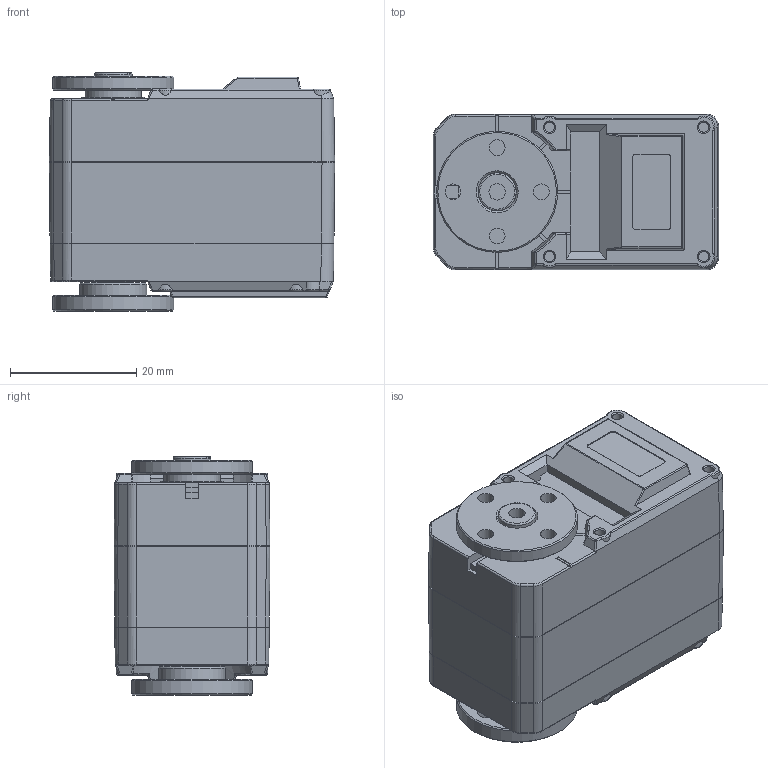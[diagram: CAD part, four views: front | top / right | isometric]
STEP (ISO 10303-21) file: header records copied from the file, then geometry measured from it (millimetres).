
FILE_DESCRIPTION(/* description */ ('STEP AP242','CAx-IF Rec.Pracs.---Representation and Presentation of Product Manufacturing Information (PMI)---4.0---2014-10-13','CAx-IF Rec.Pracs.---3D Tessellated Geometry---0.4---2014-09-14','2;1'),/* implementation_level */ '2;1');
FILE_NAME(/* name */ '67ae80737a7c7b017d37b2ec',/* time_stamp */ '2025-02-13T23:31:06Z',/* author */ (''),/* organization */ (''),/* preprocessor_version */ 'ST-DEVELOPER v20',/* originating_system */ 'ONSHAPE BY PTC INC, 1.193',/* authorisation */ ' ');
FILE_SCHEMA (('AP242_MANAGED_MODEL_BASED_3D_ENGINEERING_MIM_LF { 1 0 10303 442 1 1 4 }'));
Length unit declared in the file: metre
Products named in the file (3): drive_wheel; guide_wheel; housing
Bounding box: 45.22 x 24.72 x 37.8 mm (x, y, z)
Volume: 34635.3 mm3; surface area: 9940.4 mm2
Topology: 3 solids, 3 shells, 669 faces, 1823 edges, 1182 vertices
Faces by surface type: plane 335, cylinder 225, cone 46, torus 30, bspline 19, sphere 14
Full cylindrical faces by diameter (mm): 1.6 x8, 2.2 x2, 2.5 x8, 2.6 x1, 3.2 x1, 3.5 x2, 4.7 x1, 6 x1, 6.05 x1, 6.2 x1, 8.92 x1, 10 x1, 10.5 x1, 10.6 x1, 17.05 x1, 19.2 x2
Entity records: 22942 total; most frequent: CARTESIAN_POINT 6664, ORIENTED_EDGE 3448, DIRECTION 3322, EDGE_CURVE 1724, AXIS2_PLACEMENT_3D 1212, VERTEX_POINT 1146, LINE 898, VECTOR 898
